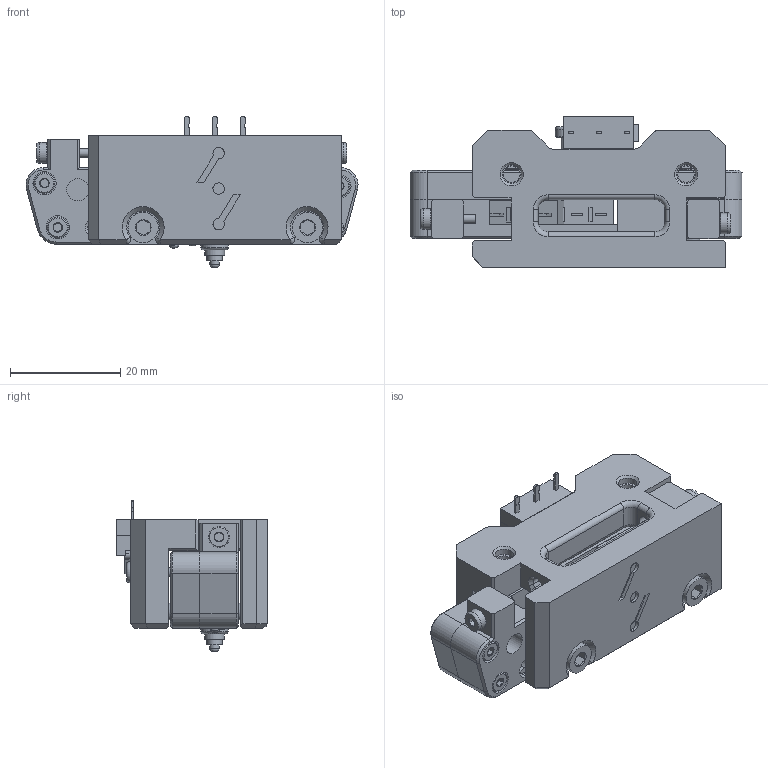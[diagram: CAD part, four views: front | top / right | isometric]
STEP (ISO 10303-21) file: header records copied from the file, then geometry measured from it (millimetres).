
FILE_DESCRIPTION(/* description */ (''),/* implementation_level */ '2;1');
FILE_NAME(/* name */ 'Switchy_V1.1.step',/* time_stamp */ '2025-08-03T08:20:40-07:00',/* author */ (''),/* organization */ (''),/* preprocessor_version */ 'ST-DEVELOPER v20.1',/* originating_system */ 'Autodesk Translation Framework v14.10.0.0',/* authorisation */ '');
FILE_SCHEMA (('AUTOMOTIVE_DESIGN { 1 0 10303 214 3 1 1 }'));
Length unit declared in the file: millimetre
Products named in the file (26): Microswitch Filament Sensor Mockup; M3_SHCS_Horizontal_Cutter; Switchy Probe; Inner Slide; Inner Slide (1); Outer Casing_V2; Outer Casing_V2 (1); Hardware (1); Outer_Casing Hardware; (Unsaved); (Unsaved)_1; M3_Hexnut; D2F-L Microswitch (1); Switch Body (1); Lever (1); Contacts (1); Plunger (1); M3x20 SHCS (4); M3x20 SCHS; Inner_Slide_Hardware; M2x8 SHCS (1); M2x8 SHCS; M2x8 SHCS_1; Omron D2HW-C201H v2; M2x8 SHCS_2; Magnet (1)
Assembly tree (35 placements, depth 6):
  Microswitch Filament Sensor Mockup
    M3_SHCS_Horizontal_Cutter
    Switchy Probe
      Inner Slide
        Inner Slide (1)
      Outer Casing_V2
        Outer Casing_V2 (1)
      Hardware (1)
        Outer_Casing Hardware
          (Unsaved)
            M3_Hexnut
          (Unsaved)_1
            M3_Hexnut
          D2F-L Microswitch (1)
            Switch Body (1)
            Lever (1)
            Contacts (1)
            Plunger (1)
          Magnet (1)  x2
          M3x20 SHCS (4)
          M3x20 SCHS
        Inner_Slide_Hardware
          Magnet (1)  x4
          M2x8 SHCS (1)
          M2x8 SHCS
          M2x8 SHCS_2  x4
          Omron D2HW-C201H v2  x2
          M2x8 SHCS_1
Bounding box: 60.16 x 27.25 x 27.35 mm (x, y, z)
Volume: 19059.5 mm3; surface area: 17300.1 mm2
Topology: 35 solids, 35 shells, 1337 faces, 3193 edges, 1989 vertices
Faces by surface type: plane 738, cylinder 293, cone 215, bspline 76, torus 15
Full cylindrical faces by diameter (mm): 1.4 x4, 1.6 x3, 1.7 x2, 1.723 x15, 1.8 x7, 2 x5, 2.068 x1, 2.174 x17, 2.4 x4, 2.8 x2, 3 x8, 3.4 x4, 3.6 x2, 3.8 x7, 4 x4, 4.2 x4, 5 x2, 5.5 x2, 6 x12, 6.2 x4
Entity records: 39184 total; most frequent: CARTESIAN_POINT 12249, ORIENTED_EDGE 5554, DIRECTION 5157, EDGE_CURVE 2777, LINE 1753, VECTOR 1753, VERTEX_POINT 1738, AXIS2_PLACEMENT_3D 1702
